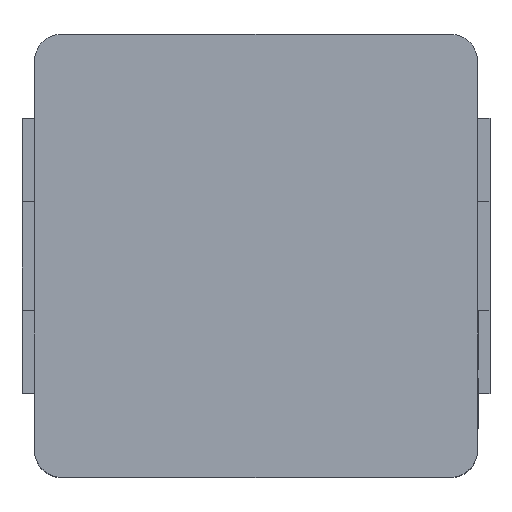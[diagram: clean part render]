
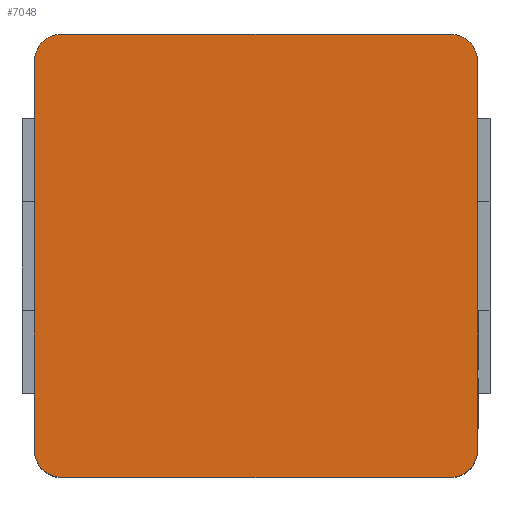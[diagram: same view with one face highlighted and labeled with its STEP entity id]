
A CAD part, top view. The second image highlights one B-rep face of the part: STEP entity #7048.
In plain terms, the highlighted planar face has unit normal (0, 0, 1).
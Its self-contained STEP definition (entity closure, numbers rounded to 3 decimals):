
#415 = CARTESIAN_POINT ( 'NONE',  ( 3.59, -3.59, 3.86 ) ) ;
#599 = DIRECTION ( 'NONE',  ( 1., 0., 0. ) ) ;
#610 = VERTEX_POINT ( 'NONE', #6658 ) ;
#806 = DIRECTION ( 'NONE',  ( 1., 0., 0. ) ) ;
#863 = CARTESIAN_POINT ( 'NONE',  ( 4.09, 4.09, 3.86 ) ) ;
#1254 = EDGE_CURVE ( 'NONE', #10365, #4051, #11512, .T. ) ;
#1312 = ORIENTED_EDGE ( 'NONE', *, *, #5068, .T. ) ;
#1378 = PLANE ( 'NONE',  #8365 ) ;
#1914 = EDGE_CURVE ( 'NONE', #7642, #10365, #7082, .T. ) ;
#1926 = CARTESIAN_POINT ( 'NONE',  ( -4.09, 4.09, 3.86 ) ) ;
#1930 = CARTESIAN_POINT ( 'NONE',  ( -3.59, 4.09, 3.86 ) ) ;
#1951 = VECTOR ( 'NONE', #806, 1000. ) ;
#2081 = ORIENTED_EDGE ( 'NONE', *, *, #7314, .T. ) ;
#2515 = VECTOR ( 'NONE', #7065, 1000. ) ;
#3258 = CARTESIAN_POINT ( 'NONE',  ( -4.09, 4.09, 3.86 ) ) ;
#3275 = ORIENTED_EDGE ( 'NONE', *, *, #9764, .T. ) ;
#3617 = AXIS2_PLACEMENT_3D ( 'NONE', #415, #8838, #13864 ) ;
#4051 = VERTEX_POINT ( 'NONE', #13320 ) ;
#4070 = VERTEX_POINT ( 'NONE', #15987 ) ;
#4245 = VECTOR ( 'NONE', #6971, 1000. ) ;
#4347 = LINE ( 'NONE', #3258, #2515 ) ;
#4702 = AXIS2_PLACEMENT_3D ( 'NONE', #8346, #15970, #12061 ) ;
#4942 = EDGE_CURVE ( 'NONE', #13485, #4070, #11180, .T. ) ;
#5068 = EDGE_CURVE ( 'NONE', #4070, #7191, #4347, .T. ) ;
#5325 = DIRECTION ( 'NONE',  ( 0., 0., 1. ) ) ;
#5405 = DIRECTION ( 'NONE',  ( 1., 0., 0. ) ) ;
#5505 = ORIENTED_EDGE ( 'NONE', *, *, #15344, .T. ) ;
#5674 = EDGE_LOOP ( 'NONE', ( #1312, #5505, #11415, #7303, #10116, #2081, #3275, #15027 ) ) ;
#5675 = AXIS2_PLACEMENT_3D ( 'NONE', #10268, #5325, #5405 ) ;
#5889 = LINE ( 'NONE', #863, #7451 ) ;
#6505 = CARTESIAN_POINT ( 'NONE',  ( 0., 0., 3.86 ) ) ;
#6551 = AXIS2_PLACEMENT_3D ( 'NONE', #10750, #6896, #599 ) ;
#6658 = CARTESIAN_POINT ( 'NONE',  ( 4.09, 3.59, 3.86 ) ) ;
#6672 = DIRECTION ( 'NONE',  ( 0., 0., 1. ) ) ;
#6896 = DIRECTION ( 'NONE',  ( 0., 0., 1. ) ) ;
#6971 = DIRECTION ( 'NONE',  ( -1., 0., 0. ) ) ;
#7048 = ADVANCED_FACE ( 'NONE', ( #14506 ), #1378, .T. ) ;
#7065 = DIRECTION ( 'NONE',  ( 0., -1., 0. ) ) ;
#7082 = LINE ( 'NONE', #12096, #1951 ) ;
#7191 = VERTEX_POINT ( 'NONE', #7428 ) ;
#7303 = ORIENTED_EDGE ( 'NONE', *, *, #1254, .T. ) ;
#7308 = CIRCLE ( 'NONE', #4702, 0.5 ) ;
#7314 = EDGE_CURVE ( 'NONE', #610, #13101, #7308, .T. ) ;
#7428 = CARTESIAN_POINT ( 'NONE',  ( -4.09, -3.59, 3.86 ) ) ;
#7451 = VECTOR ( 'NONE', #9277, 1000. ) ;
#7642 = VERTEX_POINT ( 'NONE', #16325 ) ;
#8346 = CARTESIAN_POINT ( 'NONE',  ( 3.59, 3.59, 3.86 ) ) ;
#8365 = AXIS2_PLACEMENT_3D ( 'NONE', #6505, #6672, #11520 ) ;
#8838 = DIRECTION ( 'NONE',  ( 0., 0., 1. ) ) ;
#9277 = DIRECTION ( 'NONE',  ( 0., 1., 0. ) ) ;
#9764 = EDGE_CURVE ( 'NONE', #13101, #13485, #13238, .T. ) ;
#10116 = ORIENTED_EDGE ( 'NONE', *, *, #13497, .T. ) ;
#10268 = CARTESIAN_POINT ( 'NONE',  ( -3.59, 3.59, 3.86 ) ) ;
#10365 = VERTEX_POINT ( 'NONE', #10484 ) ;
#10484 = CARTESIAN_POINT ( 'NONE',  ( 3.59, -4.09, 3.86 ) ) ;
#10750 = CARTESIAN_POINT ( 'NONE',  ( -3.59, -3.59, 3.86 ) ) ;
#11180 = CIRCLE ( 'NONE', #5675, 0.5 ) ;
#11415 = ORIENTED_EDGE ( 'NONE', *, *, #1914, .T. ) ;
#11512 = CIRCLE ( 'NONE', #3617, 0.5 ) ;
#11520 = DIRECTION ( 'NONE',  ( 1., 0., 0. ) ) ;
#12061 = DIRECTION ( 'NONE',  ( 1., 0., 0. ) ) ;
#12096 = CARTESIAN_POINT ( 'NONE',  ( -4.09, -4.09, 3.86 ) ) ;
#12925 = CARTESIAN_POINT ( 'NONE',  ( 3.59, 4.09, 3.86 ) ) ;
#13101 = VERTEX_POINT ( 'NONE', #12925 ) ;
#13238 = LINE ( 'NONE', #1926, #4245 ) ;
#13320 = CARTESIAN_POINT ( 'NONE',  ( 4.09, -3.59, 3.86 ) ) ;
#13485 = VERTEX_POINT ( 'NONE', #1930 ) ;
#13497 = EDGE_CURVE ( 'NONE', #4051, #610, #5889, .T. ) ;
#13864 = DIRECTION ( 'NONE',  ( 1., 0., 0. ) ) ;
#14506 = FACE_OUTER_BOUND ( 'NONE', #5674, .T. ) ;
#14994 = CIRCLE ( 'NONE', #6551, 0.5 ) ;
#15027 = ORIENTED_EDGE ( 'NONE', *, *, #4942, .T. ) ;
#15344 = EDGE_CURVE ( 'NONE', #7191, #7642, #14994, .T. ) ;
#15970 = DIRECTION ( 'NONE',  ( 0., 0., 1. ) ) ;
#15987 = CARTESIAN_POINT ( 'NONE',  ( -4.09, 3.59, 3.86 ) ) ;
#16325 = CARTESIAN_POINT ( 'NONE',  ( -3.59, -4.09, 3.86 ) ) ;
